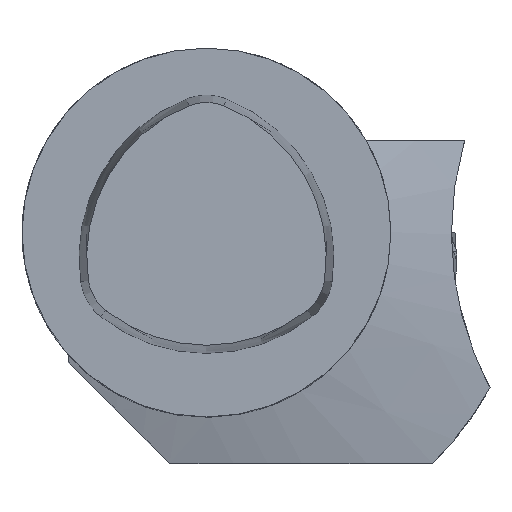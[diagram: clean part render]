
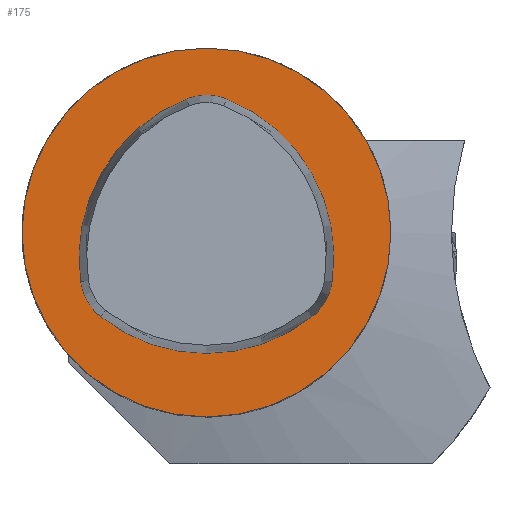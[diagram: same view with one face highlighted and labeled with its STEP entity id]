
A CAD part, top view. The second image highlights one B-rep face of the part: STEP entity #175.
In plain terms, the highlighted planar face has unit normal (0, 0, 1).
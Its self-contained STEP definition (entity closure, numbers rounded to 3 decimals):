
#175=ADVANCED_FACE('',(#345),#270,.T.);
#270=PLANE('',#1920);
#345=FACE_OUTER_BOUND('',#451,.T.);
#451=EDGE_LOOP('',(#683));
#544=CIRCLE('',#1909,20.);
#683=ORIENTED_EDGE('',*,*,#1341,.T.);
#1156=VERTEX_POINT('',#2790);
#1341=EDGE_CURVE('',#1156,#1156,#544,.T.);
#1909=AXIS2_PLACEMENT_3D('',#2789,#2173,#2174);
#1920=AXIS2_PLACEMENT_3D('',#2846,#2201,#2202);
#2173=DIRECTION('',(0.,0.,1.));
#2174=DIRECTION('',(-1.,0.,0.));
#2201=DIRECTION('',(0.,0.,1.));
#2202=DIRECTION('',(-1.,0.,0.));
#2789=CARTESIAN_POINT('',(0.,0.,0.));
#2790=CARTESIAN_POINT('',(-20.,0.,0.));
#2846=CARTESIAN_POINT('',(0.,0.,0.));
